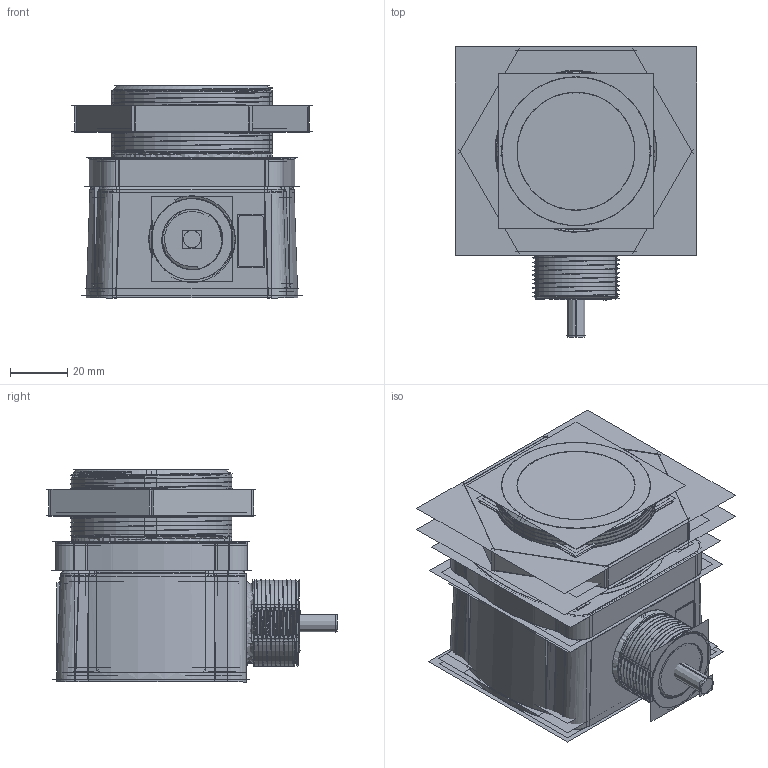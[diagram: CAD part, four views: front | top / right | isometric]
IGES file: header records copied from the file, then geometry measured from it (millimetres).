
Start section:  PTC IGES file: 159650.igs
Global section: file name: 159650.igs; native system: Pro/ENGINEER by Parametric Technology Corporation; preprocessor: 2009141; author: banengservice; organization: Unknown; date: 20121105.131504; units: millimetre
Bounding box: 84.06 x 101.1 x 74.15 mm (x, y, z)
Volume: 159661.5 mm3; surface area: 1115354 mm2
Topology: 18 solids, 27 shells, 3186 faces, 16016 edges, 20099 vertices
Faces by surface type: bspline 1816, revolution 1060, extrusion 310
